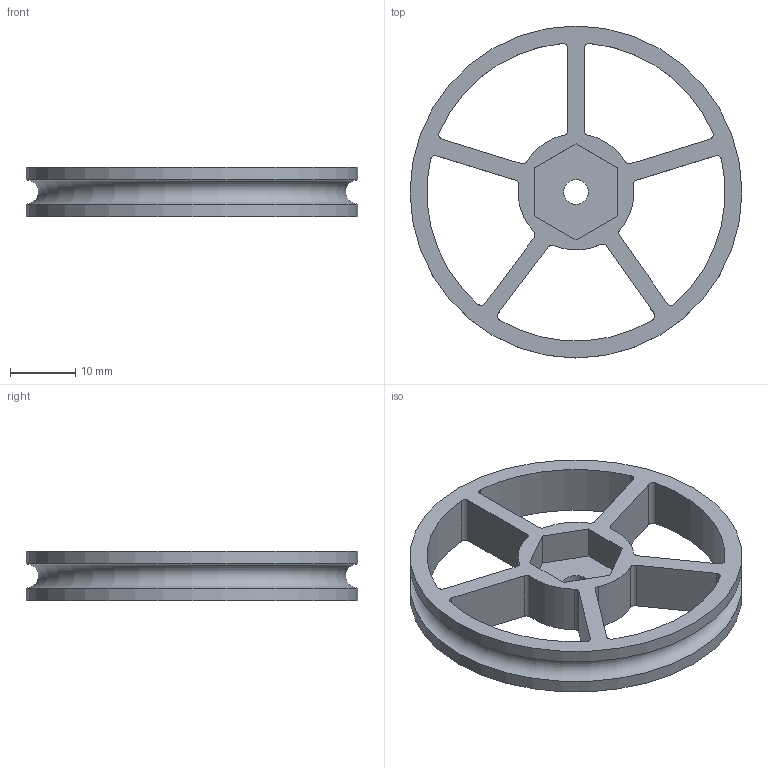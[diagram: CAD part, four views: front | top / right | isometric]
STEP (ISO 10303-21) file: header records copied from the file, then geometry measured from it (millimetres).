
FILE_DESCRIPTION( ( '' ), ' ' );
FILE_NAME( '592cd460137b7a0fd01bb11a.step', '2017-05-30T02:09:37', ( '' ), ( '' ), ' ', ' ', ' ' );
FILE_SCHEMA( ( 'AUTOMOTIVE_DESIGN { 1 0 10303 214 1 1 1 1 }' ) );
Length unit declared in the file: metre
Products named in the file (1): Part 1
Bounding box: 50.9 x 50.9 x 7.62 mm (x, y, z)
Volume: 4680.4 mm3; surface area: 5751.8 mm2
Topology: 1 solids, 1 shells, 53 faces, 150 edges, 100 vertices
Faces by surface type: cylinder 33, plane 19, torus 1
Full cylindrical faces by diameter (mm): 3.81 x1, 50.896 x2
Entity records: 2176 total; most frequent: DIRECTION 318, CARTESIAN_POINT 296, ORIENTED_EDGE 288, EDGE_CURVE 144, AXIS2_PLACEMENT_3D 120, VERTEX_POINT 98, LINE 78, VECTOR 78
